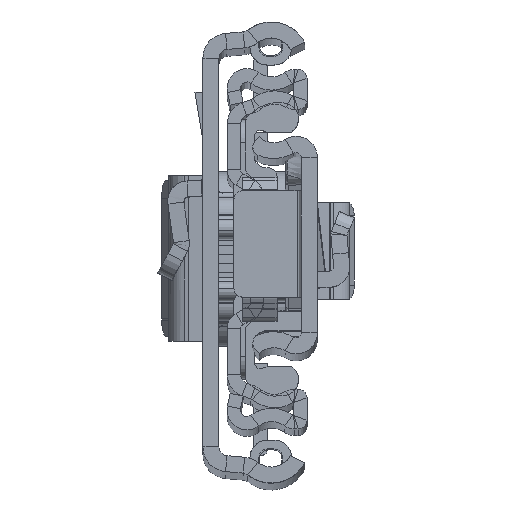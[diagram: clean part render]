
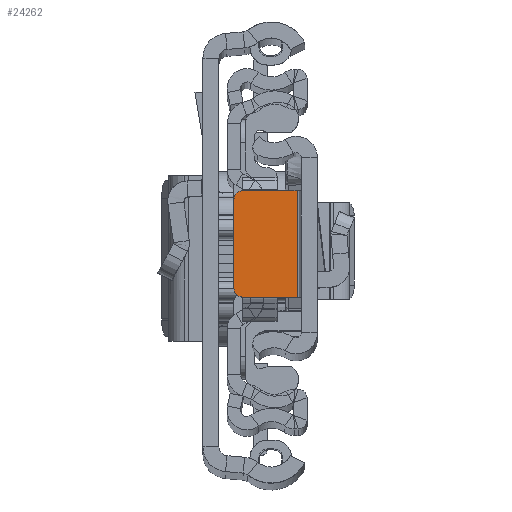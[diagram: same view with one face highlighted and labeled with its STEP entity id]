
A CAD part, top view. The second image highlights one B-rep face of the part: STEP entity #24262.
In plain terms, the highlighted planar face has unit normal (0, 0, 1).
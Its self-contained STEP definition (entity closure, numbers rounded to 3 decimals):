
#1524 = DIRECTION ( 'NONE',  ( -1., 0., 0. ) ) ;
#2976 = CIRCLE ( 'NONE', #26623, 1. ) ;
#4243 = LINE ( 'NONE', #19983, #5691 ) ;
#4551 = EDGE_CURVE ( 'NONE', #20810, #27859, #4243, .T. ) ;
#4605 = CIRCLE ( 'NONE', #8470, 1. ) ;
#5691 = VECTOR ( 'NONE', #13012, 1000. ) ;
#5840 = CARTESIAN_POINT ( 'NONE',  ( -1.8, 6.151, -6.8 ) ) ;
#5843 = DIRECTION ( 'NONE',  ( 0., 1., 0. ) ) ;
#6333 = CARTESIAN_POINT ( 'NONE',  ( -8.4, -4.849, -6.8 ) ) ;
#7220 = VERTEX_POINT ( 'NONE', #19692 ) ;
#7827 = DIRECTION ( 'NONE',  ( 1., 0., 0. ) ) ;
#7869 = CARTESIAN_POINT ( 'NONE',  ( -2.3, 6.151, -6.8 ) ) ;
#8111 = LINE ( 'NONE', #17342, #27278 ) ;
#8470 = AXIS2_PLACEMENT_3D ( 'NONE', #6333, #15554, #22514 ) ;
#9681 = CARTESIAN_POINT ( 'NONE',  ( -2.3, -5.849, -6.8 ) ) ;
#9699 = CARTESIAN_POINT ( 'NONE',  ( -9.4, 5.151, -6.8 ) ) ;
#11329 = FACE_OUTER_BOUND ( 'NONE', #17392, .T. ) ;
#12098 = VERTEX_POINT ( 'NONE', #16812 ) ;
#12503 = LINE ( 'NONE', #5840, #27671 ) ;
#13012 = DIRECTION ( 'NONE',  ( 0., -1., 0. ) ) ;
#13591 = DIRECTION ( 'NONE',  ( 0., 0., 1. ) ) ;
#15554 = DIRECTION ( 'NONE',  ( 0., 0., 1. ) ) ;
#15946 = VERTEX_POINT ( 'NONE', #9699 ) ;
#16026 = EDGE_CURVE ( 'NONE', #27859, #7220, #28744, .T. ) ;
#16301 = DIRECTION ( 'NONE',  ( 1., 0., 0. ) ) ;
#16812 = CARTESIAN_POINT ( 'NONE',  ( -9.4, -4.849, -6.8 ) ) ;
#17186 = ORIENTED_EDGE ( 'NONE', *, *, #16026, .F. ) ;
#17342 = CARTESIAN_POINT ( 'NONE',  ( -9.4, 6.151, -6.8 ) ) ;
#17392 = EDGE_LOOP ( 'NONE', ( #18423, #20690, #17186, #24962, #19604, #19216 ) ) ;
#17875 = CARTESIAN_POINT ( 'NONE',  ( -8.4, 6.151, -6.8 ) ) ;
#18423 = ORIENTED_EDGE ( 'NONE', *, *, #23413, .F. ) ;
#19216 = ORIENTED_EDGE ( 'NONE', *, *, #25602, .T. ) ;
#19604 = ORIENTED_EDGE ( 'NONE', *, *, #27095, .F. ) ;
#19692 = CARTESIAN_POINT ( 'NONE',  ( -8.4, -5.849, -6.8 ) ) ;
#19983 = CARTESIAN_POINT ( 'NONE',  ( -2.3, 6.151, -6.8 ) ) ;
#20690 = ORIENTED_EDGE ( 'NONE', *, *, #24461, .T. ) ;
#20810 = VERTEX_POINT ( 'NONE', #7869 ) ;
#22224 = PLANE ( 'NONE',  #28280 ) ;
#22234 = CARTESIAN_POINT ( 'NONE',  ( -9.4, -5.849, -6.8 ) ) ;
#22368 = DIRECTION ( 'NONE',  ( 0., 0., 1. ) ) ;
#22514 = DIRECTION ( 'NONE',  ( 1., 0., 0. ) ) ;
#23413 = EDGE_CURVE ( 'NONE', #12098, #15946, #8111, .T. ) ;
#23582 = VECTOR ( 'NONE', #1524, 1000. ) ;
#24262 = ADVANCED_FACE ( 'NONE', ( #11329 ), #22224, .T. ) ;
#24461 = EDGE_CURVE ( 'NONE', #12098, #7220, #4605, .T. ) ;
#24962 = ORIENTED_EDGE ( 'NONE', *, *, #4551, .F. ) ;
#25540 = CARTESIAN_POINT ( 'NONE',  ( -8.4, 5.151, -6.8 ) ) ;
#25602 = EDGE_CURVE ( 'NONE', #26587, #15946, #2976, .T. ) ;
#26587 = VERTEX_POINT ( 'NONE', #17875 ) ;
#26623 = AXIS2_PLACEMENT_3D ( 'NONE', #25540, #13591, #16301 ) ;
#26914 = DIRECTION ( 'NONE',  ( 1., 0., 0. ) ) ;
#27095 = EDGE_CURVE ( 'NONE', #26587, #20810, #12503, .T. ) ;
#27278 = VECTOR ( 'NONE', #5843, 1000. ) ;
#27671 = VECTOR ( 'NONE', #7827, 1000. ) ;
#27859 = VERTEX_POINT ( 'NONE', #9681 ) ;
#28280 = AXIS2_PLACEMENT_3D ( 'NONE', #29646, #22368, #26914 ) ;
#28744 = LINE ( 'NONE', #22234, #23582 ) ;
#29646 = CARTESIAN_POINT ( 'NONE',  ( 0., 0., -6.8 ) ) ;
